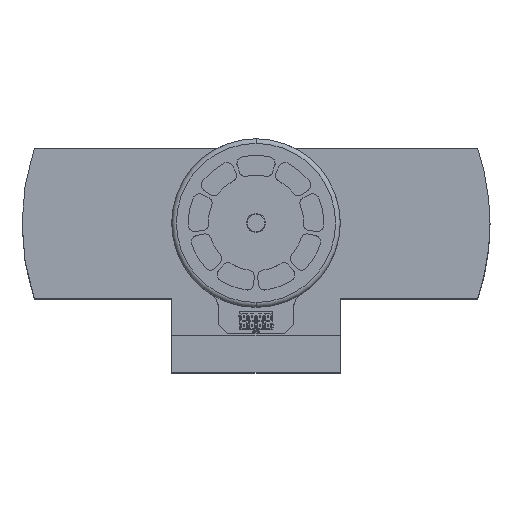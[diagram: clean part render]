
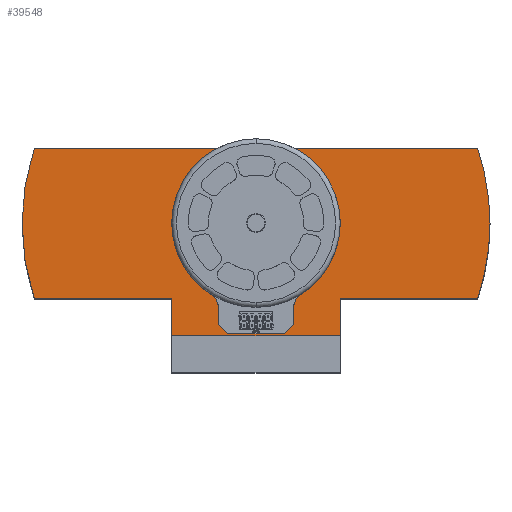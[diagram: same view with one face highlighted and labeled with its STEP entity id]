
A CAD part, top view. The second image highlights one B-rep face of the part: STEP entity #39548.
In plain terms, the highlighted planar face has unit normal (0, 0, 1).
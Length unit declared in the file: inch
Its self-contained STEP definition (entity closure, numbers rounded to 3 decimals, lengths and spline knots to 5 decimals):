
#3 = EDGE_LOOP ( 'NONE', ( #23471, #6017, #10806, #39252, #25808, #24502, #31169, #10849, #21780, #30231, #4355, #7081, #3151 ) ) ;
#63 = AXIS2_PLACEMENT_3D ( 'NONE', #37719, #206, #18851 ) ;
#206 = DIRECTION ( 'NONE',  ( 0., 0., 1. ) ) ;
#542 = DIRECTION ( 'NONE',  ( 0., 0., 1. ) ) ;
#818 = DIRECTION ( 'NONE',  ( -1., 0., 0. ) ) ;
#1379 = CIRCLE ( 'NONE', #13415, 4.92126 ) ;
#1551 = AXIS2_PLACEMENT_3D ( 'NONE', #6370, #19159, #9118 ) ;
#1706 = CARTESIAN_POINT ( 'NONE',  ( -2.33124, 1.5748, 1.11811 ) ) ;
#1708 = VECTOR ( 'NONE', #8810, 39.37008 ) ;
#1761 = VECTOR ( 'NONE', #37960, 39.37008 ) ;
#1896 = VERTEX_POINT ( 'NONE', #37108 ) ;
#2400 = EDGE_CURVE ( 'NONE', #7862, #37582, #2905, .T. ) ;
#2905 = LINE ( 'NONE', #38287, #3596 ) ;
#3151 = ORIENTED_EDGE ( 'NONE', *, *, #9848, .F. ) ;
#3596 = VECTOR ( 'NONE', #34948, 39.37008 ) ;
#4355 = ORIENTED_EDGE ( 'NONE', *, *, #32247, .F. ) ;
#5133 = CARTESIAN_POINT ( 'NONE',  ( -1.77165, -1.9685, 1.11811 ) ) ;
#5190 = DIRECTION ( 'NONE',  ( 0., 0., 1. ) ) ;
#5446 = LINE ( 'NONE', #1706, #1708 ) ;
#5456 = VERTEX_POINT ( 'NONE', #32726 ) ;
#5575 = AXIS2_PLACEMENT_3D ( 'NONE', #40129, #26947, #29893 ) ;
#6017 = ORIENTED_EDGE ( 'NONE', *, *, #31077, .F. ) ;
#6237 = DIRECTION ( 'NONE',  ( 0., 0., -1. ) ) ;
#6370 = CARTESIAN_POINT ( 'NONE',  ( 0., 0., 1.11811 ) ) ;
#6950 = VECTOR ( 'NONE', #818, 39.37008 ) ;
#7081 = ORIENTED_EDGE ( 'NONE', *, *, #13483, .T. ) ;
#7862 = VERTEX_POINT ( 'NONE', #33162 ) ;
#8367 = CIRCLE ( 'NONE', #11708, 1.5748 ) ;
#8431 = CIRCLE ( 'NONE', #40525, 1.5748 ) ;
#8751 = EDGE_CURVE ( 'NONE', #36767, #25868, #22985, .T. ) ;
#8810 = DIRECTION ( 'NONE',  ( 1., 0., 0. ) ) ;
#9118 = DIRECTION ( 'NONE',  ( 1., 0., 0. ) ) ;
#9400 = CARTESIAN_POINT ( 'NONE',  ( 0., 0., 1.11811 ) ) ;
#9848 = EDGE_CURVE ( 'NONE', #15052, #1896, #16725, .T. ) ;
#10041 = CARTESIAN_POINT ( 'NONE',  ( 0., -2.3622, 1.11811 ) ) ;
#10531 = EDGE_CURVE ( 'NONE', #5456, #7862, #5446, .T. ) ;
#10806 = ORIENTED_EDGE ( 'NONE', *, *, #8751, .F. ) ;
#10849 = ORIENTED_EDGE ( 'NONE', *, *, #13931, .F. ) ;
#11318 = VERTEX_POINT ( 'NONE', #24210 ) ;
#11335 = CARTESIAN_POINT ( 'NONE',  ( 4.66249, -1.5748, 1.11811 ) ) ;
#11708 = AXIS2_PLACEMENT_3D ( 'NONE', #17762, #5190, #33284 ) ;
#13415 = AXIS2_PLACEMENT_3D ( 'NONE', #9400, #6237, #21964 ) ;
#13483 = EDGE_CURVE ( 'NONE', #16699, #1896, #21056, .T. ) ;
#13931 = EDGE_CURVE ( 'NONE', #7862, #11318, #8367, .T. ) ;
#15010 = VECTOR ( 'NONE', #17909, 39.37008 ) ;
#15052 = VERTEX_POINT ( 'NONE', #28853 ) ;
#16647 = DIRECTION ( 'NONE',  ( 1., 0., 0. ) ) ;
#16699 = VERTEX_POINT ( 'NONE', #26905 ) ;
#16725 = LINE ( 'NONE', #10041, #6950 ) ;
#16883 = DIRECTION ( 'NONE',  ( 0., -1., 0. ) ) ;
#17762 = CARTESIAN_POINT ( 'NONE',  ( 0., 0., 1.11811 ) ) ;
#17909 = DIRECTION ( 'NONE',  ( 0., -1., 0. ) ) ;
#18851 = DIRECTION ( 'NONE',  ( 1., 0., 0. ) ) ;
#18958 = CIRCLE ( 'NONE', #5575, 4.92126 ) ;
#19159 = DIRECTION ( 'NONE',  ( 0., 0., -1. ) ) ;
#20007 = DIRECTION ( 'NONE',  ( -1., 0., 0. ) ) ;
#21056 = LINE ( 'NONE', #5133, #15010 ) ;
#21239 = LINE ( 'NONE', #34023, #30298 ) ;
#21780 = ORIENTED_EDGE ( 'NONE', *, *, #10531, .F. ) ;
#21964 = DIRECTION ( 'NONE',  ( 1., 0., 0. ) ) ;
#22217 = DIRECTION ( 'NONE',  ( 1., 0., 0. ) ) ;
#22576 = EDGE_CURVE ( 'NONE', #11318, #41230, #31534, .T. ) ;
#22732 = CARTESIAN_POINT ( 'NONE',  ( 0., 0., 1.11811 ) ) ;
#22985 = CIRCLE ( 'NONE', #1551, 4.92126 ) ;
#23471 = ORIENTED_EDGE ( 'NONE', *, *, #26717, .F. ) ;
#23688 = AXIS2_PLACEMENT_3D ( 'NONE', #25384, #38347, #22217 ) ;
#24210 = CARTESIAN_POINT ( 'NONE',  ( -1.5748, 0., 1.11811 ) ) ;
#24502 = ORIENTED_EDGE ( 'NONE', *, *, #29649, .F. ) ;
#25192 = CARTESIAN_POINT ( 'NONE',  ( 3.21707, -1.5748, 1.11811 ) ) ;
#25384 = CARTESIAN_POINT ( 'NONE',  ( 0., 0., 1.11811 ) ) ;
#25540 = CARTESIAN_POINT ( 'NONE',  ( 1.5748, 0., 1.11811 ) ) ;
#25808 = ORIENTED_EDGE ( 'NONE', *, *, #2400, .F. ) ;
#25868 = VERTEX_POINT ( 'NONE', #11335 ) ;
#25892 = CARTESIAN_POINT ( 'NONE',  ( -3.21707, -1.5748, 1.11811 ) ) ;
#26717 = EDGE_CURVE ( 'NONE', #40351, #15052, #21239, .T. ) ;
#26905 = CARTESIAN_POINT ( 'NONE',  ( -1.77165, -1.5748, 1.11811 ) ) ;
#26947 = DIRECTION ( 'NONE',  ( 0., 0., -1. ) ) ;
#28528 = FACE_OUTER_BOUND ( 'NONE', #3, .T. ) ;
#28853 = CARTESIAN_POINT ( 'NONE',  ( 1.77165, -2.3622, 1.11811 ) ) ;
#29252 = VERTEX_POINT ( 'NONE', #33252 ) ;
#29263 = VECTOR ( 'NONE', #20007, 39.37008 ) ;
#29649 = EDGE_CURVE ( 'NONE', #41230, #7862, #8431, .T. ) ;
#29893 = DIRECTION ( 'NONE',  ( 1., 0., 0. ) ) ;
#30231 = ORIENTED_EDGE ( 'NONE', *, *, #39137, .F. ) ;
#30298 = VECTOR ( 'NONE', #16883, 39.37008 ) ;
#31077 = EDGE_CURVE ( 'NONE', #25868, #40351, #41076, .T. ) ;
#31169 = ORIENTED_EDGE ( 'NONE', *, *, #22576, .F. ) ;
#31534 = CIRCLE ( 'NONE', #63, 1.5748 ) ;
#32247 = EDGE_CURVE ( 'NONE', #16699, #29252, #36324, .T. ) ;
#32726 = CARTESIAN_POINT ( 'NONE',  ( -4.66249, 1.5748, 1.11811 ) ) ;
#33162 = CARTESIAN_POINT ( 'NONE',  ( 0., 1.5748, 1.11811 ) ) ;
#33252 = CARTESIAN_POINT ( 'NONE',  ( -4.66249, -1.5748, 1.11811 ) ) ;
#33284 = DIRECTION ( 'NONE',  ( 1., 0., 0. ) ) ;
#33747 = CARTESIAN_POINT ( 'NONE',  ( 4.66249, 1.5748, 1.11811 ) ) ;
#34023 = CARTESIAN_POINT ( 'NONE',  ( 1.77165, -1.9685, 1.11811 ) ) ;
#34907 = CARTESIAN_POINT ( 'NONE',  ( 1.77165, -1.5748, 1.11811 ) ) ;
#34948 = DIRECTION ( 'NONE',  ( 1., 0., 0. ) ) ;
#35649 = EDGE_CURVE ( 'NONE', #37582, #36767, #1379, .T. ) ;
#36324 = LINE ( 'NONE', #25892, #29263 ) ;
#36767 = VERTEX_POINT ( 'NONE', #38251 ) ;
#37108 = CARTESIAN_POINT ( 'NONE',  ( -1.77165, -2.3622, 1.11811 ) ) ;
#37582 = VERTEX_POINT ( 'NONE', #33747 ) ;
#37719 = CARTESIAN_POINT ( 'NONE',  ( 0., 0., 1.11811 ) ) ;
#37960 = DIRECTION ( 'NONE',  ( -1., 0., 0. ) ) ;
#38251 = CARTESIAN_POINT ( 'NONE',  ( 4.92126, 0., 1.11811 ) ) ;
#38287 = CARTESIAN_POINT ( 'NONE',  ( 2.33124, 1.5748, 1.11811 ) ) ;
#38347 = DIRECTION ( 'NONE',  ( 0., 0., -1. ) ) ;
#39137 = EDGE_CURVE ( 'NONE', #29252, #5456, #18958, .T. ) ;
#39252 = ORIENTED_EDGE ( 'NONE', *, *, #35649, .F. ) ;
#39548 = ADVANCED_FACE ( 'NONE', ( #28528 ), #41281, .F. ) ;
#40129 = CARTESIAN_POINT ( 'NONE',  ( 0., 0., 1.11811 ) ) ;
#40351 = VERTEX_POINT ( 'NONE', #34907 ) ;
#40525 = AXIS2_PLACEMENT_3D ( 'NONE', #22732, #542, #16647 ) ;
#41076 = LINE ( 'NONE', #25192, #1761 ) ;
#41230 = VERTEX_POINT ( 'NONE', #25540 ) ;
#41281 = PLANE ( 'NONE',  #23688 ) ;
